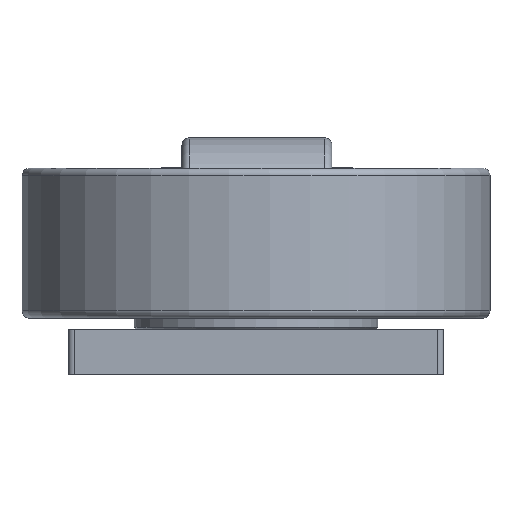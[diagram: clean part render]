
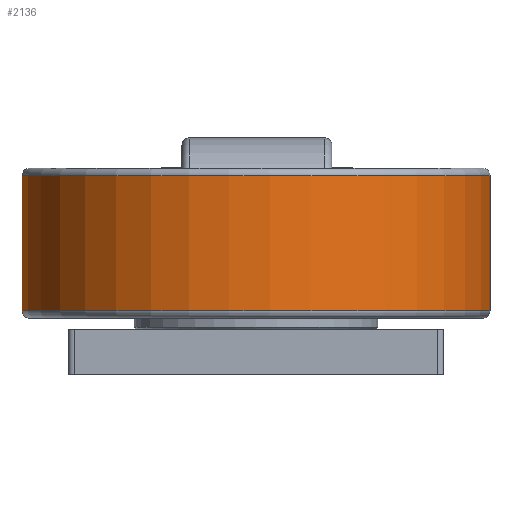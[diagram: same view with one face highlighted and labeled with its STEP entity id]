
A CAD part, left-side view. The second image highlights one B-rep face of the part: STEP entity #2136.
In plain terms, the highlighted cylindrical face has radius 62.5 mm (diameter 125 mm), a full revolution.
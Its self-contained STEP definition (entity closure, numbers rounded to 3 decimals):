
#152=FACE_OUTER_BOUND('',#274,.T.);
#274=EDGE_LOOP('',(#1587,#1588,#1589,#1590,#1591,#1592,#1593,#1594));
#442=LINE('',#3427,#603);
#603=VECTOR('',#2718,62.5);
#751=CIRCLE('',#2309,62.5);
#752=CIRCLE('',#2310,62.5);
#753=CIRCLE('',#2311,62.5);
#755=CIRCLE('',#2314,62.5);
#756=CIRCLE('',#2315,62.5);
#757=CIRCLE('',#2316,62.5);
#940=VERTEX_POINT('',#3417);
#941=VERTEX_POINT('',#3419);
#942=VERTEX_POINT('',#3421);
#943=VERTEX_POINT('',#3426);
#944=VERTEX_POINT('',#3428);
#945=VERTEX_POINT('',#3430);
#1186=EDGE_CURVE('',#940,#941,#751,.T.);
#1187=EDGE_CURVE('',#941,#942,#752,.T.);
#1188=EDGE_CURVE('',#942,#940,#753,.T.);
#1190=EDGE_CURVE('',#941,#943,#442,.T.);
#1191=EDGE_CURVE('',#944,#943,#755,.T.);
#1192=EDGE_CURVE('',#945,#944,#756,.T.);
#1193=EDGE_CURVE('',#943,#945,#757,.T.);
#1587=ORIENTED_EDGE('',*,*,#1188,.F.);
#1588=ORIENTED_EDGE('',*,*,#1187,.F.);
#1589=ORIENTED_EDGE('',*,*,#1190,.T.);
#1590=ORIENTED_EDGE('',*,*,#1191,.F.);
#1591=ORIENTED_EDGE('',*,*,#1192,.F.);
#1592=ORIENTED_EDGE('',*,*,#1193,.F.);
#1593=ORIENTED_EDGE('',*,*,#1190,.F.);
#1594=ORIENTED_EDGE('',*,*,#1186,.F.);
#2073=CYLINDRICAL_SURFACE('',#2313,62.5);
#2136=ADVANCED_FACE('',(#152),#2073,.T.);
#2309=AXIS2_PLACEMENT_3D('',#3420,#2708,#2709);
#2310=AXIS2_PLACEMENT_3D('',#3422,#2710,#2711);
#2311=AXIS2_PLACEMENT_3D('',#3423,#2712,#2713);
#2313=AXIS2_PLACEMENT_3D('',#3425,#2716,#2717);
#2314=AXIS2_PLACEMENT_3D('',#3429,#2719,#2720);
#2315=AXIS2_PLACEMENT_3D('',#3431,#2721,#2722);
#2316=AXIS2_PLACEMENT_3D('',#3432,#2723,#2724);
#2708=DIRECTION('center_axis',(0.,0.,
1.));
#2709=DIRECTION('ref_axis',(-0.058,0.998,0.));
#2710=DIRECTION('center_axis',(0.,0.,
1.));
#2711=DIRECTION('ref_axis',(-0.058,0.998,0.));
#2712=DIRECTION('center_axis',(0.,0.,
1.));
#2713=DIRECTION('ref_axis',(-0.058,0.998,0.));
#2716=DIRECTION('center_axis',(0.,0.,
1.));
#2717=DIRECTION('ref_axis',(0.058,-0.998,0.));
#2718=DIRECTION('',(0.,0.,-1.));
#2719=DIRECTION('center_axis',(0.,0.,
-1.));
#2720=DIRECTION('ref_axis',(-0.058,0.998,0.));
#2721=DIRECTION('center_axis',(0.,0.,
-1.));
#2722=DIRECTION('ref_axis',(-0.058,0.998,0.));
#2723=DIRECTION('center_axis',(0.,0.,
-1.));
#2724=DIRECTION('ref_axis',(-0.058,0.998,0.));
#3417=CARTESIAN_POINT('',(31.652,7.574,25.54));
#3419=CARTESIAN_POINT('',(-34.354,66.359,25.54));
#3420=CARTESIAN_POINT('Origin',(-30.744,3.963,25.54));
#3421=CARTESIAN_POINT('',(-27.133,-58.432,25.54));
#3422=CARTESIAN_POINT('Origin',(-30.744,3.963,25.54));
#3423=CARTESIAN_POINT('Origin',(-30.744,3.963,25.54));
#3425=CARTESIAN_POINT('Origin',(-30.744,3.963,7.54));
#3426=CARTESIAN_POINT('',(-34.354,66.359,-10.46));
#3427=CARTESIAN_POINT('',(-34.354,66.359,7.54));
#3428=CARTESIAN_POINT('',(-27.133,-58.432,-10.46));
#3429=CARTESIAN_POINT('Origin',(-30.744,3.963,-10.46));
#3430=CARTESIAN_POINT('',(31.652,7.574,-10.46));
#3431=CARTESIAN_POINT('Origin',(-30.744,3.963,-10.46));
#3432=CARTESIAN_POINT('Origin',(-30.744,3.963,-10.46));
